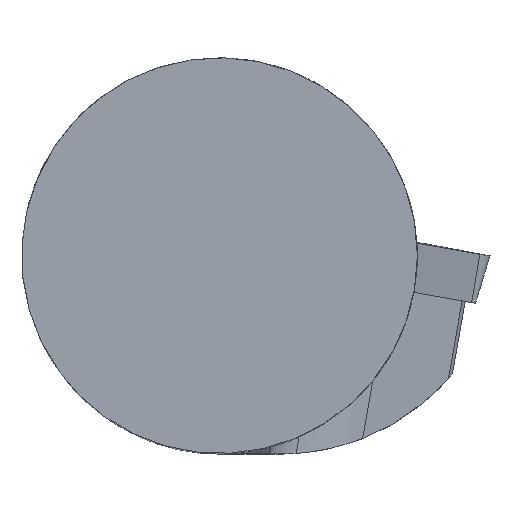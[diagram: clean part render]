
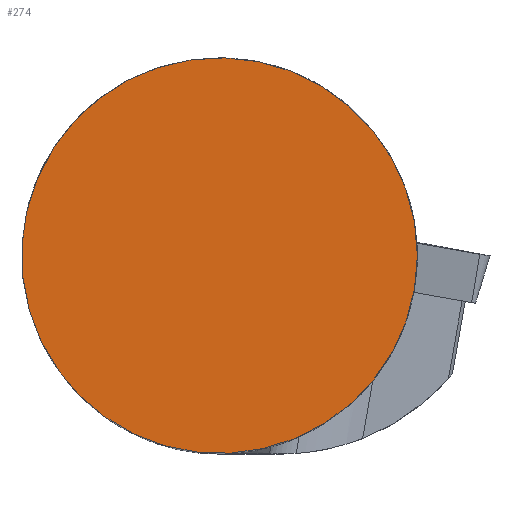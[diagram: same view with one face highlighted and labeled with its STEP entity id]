
A CAD part, top view. The second image highlights one B-rep face of the part: STEP entity #274.
In plain terms, the highlighted planar face has unit normal (0, 0, 1).
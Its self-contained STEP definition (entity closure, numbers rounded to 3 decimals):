
#145=PLANE('',#1566);
#204=FACE_OUTER_BOUND('',#411,.T.);
#274=ADVANCED_FACE('',(#204),#145,.T.);
#411=EDGE_LOOP('',(#967));
#587=CIRCLE('',#1451,16.);
#967=ORIENTED_EDGE('',*,*,#1171,.F.);
#1045=VERTEX_POINT('',#2113);
#1171=EDGE_CURVE('',#1045,#1045,#587,.T.);
#1451=AXIS2_PLACEMENT_3D('',#2112,#1628,#1629);
#1566=AXIS2_PLACEMENT_3D('',#2562,#1913,#1914);
#1628=DIRECTION('',(0.,0.,-1.));
#1629=DIRECTION('',(1.,0.,0.));
#1913=DIRECTION('',(0.,0.,1.));
#1914=DIRECTION('',(1.,0.,0.));
#2112=CARTESIAN_POINT('',(0.,0.,0.));
#2113=CARTESIAN_POINT('',(16.,0.,0.));
#2562=CARTESIAN_POINT('',(0.,0.,0.));
